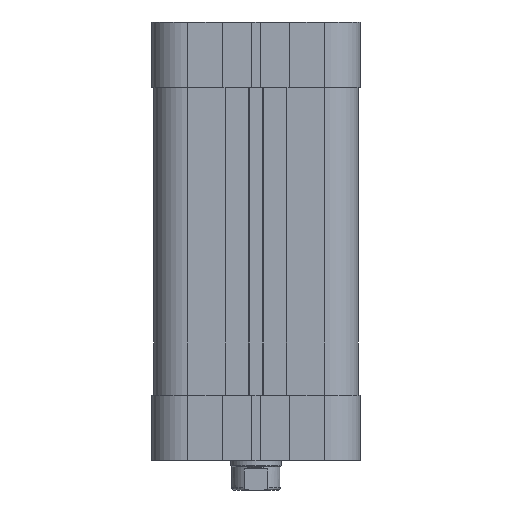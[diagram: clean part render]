
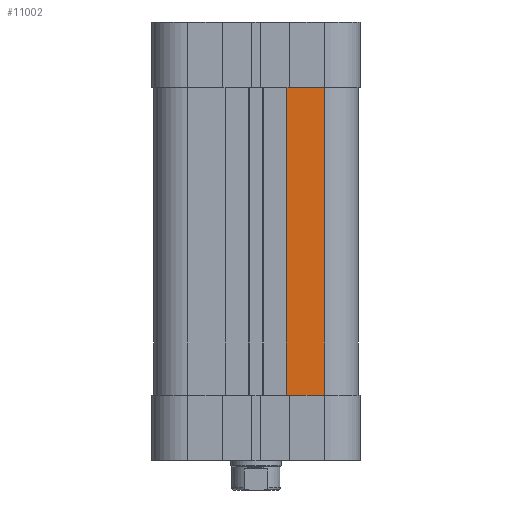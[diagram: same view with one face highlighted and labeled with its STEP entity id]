
A CAD part, front view. The second image highlights one B-rep face of the part: STEP entity #11002.
In plain terms, the highlighted planar face has unit normal (0, -1, 0).
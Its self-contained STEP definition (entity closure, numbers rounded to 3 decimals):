
#267=LINE('',#16926,#1069);
#324=LINE('',#17206,#1126);
#478=LINE('',#17676,#1280);
#479=LINE('',#17678,#1281);
#1069=VECTOR('',#13377,8.9);
#1126=VECTOR('',#13602,8.9);
#1280=VECTOR('',#14120,73.);
#1281=VECTOR('',#14123,73.);
#1807=PLANE('',#11958);
#3252=FACE_OUTER_BOUND('',#4006,.T.);
#4006=EDGE_LOOP('',(#8547,#8548,#8549,#8550));
#4935=VERTEX_POINT('',#16923);
#4936=VERTEX_POINT('',#16925);
#5074=VERTEX_POINT('',#17203);
#5075=VERTEX_POINT('',#17205);
#6103=EDGE_CURVE('',#4936,#4935,#267,.T.);
#6242=EDGE_CURVE('',#5075,#5074,#324,.T.);
#6476=EDGE_CURVE('',#5074,#4936,#478,.T.);
#6477=EDGE_CURVE('',#5075,#4935,#479,.T.);
#8547=ORIENTED_EDGE('',*,*,#6103,.T.);
#8548=ORIENTED_EDGE('',*,*,#6477,.F.);
#8549=ORIENTED_EDGE('',*,*,#6242,.T.);
#8550=ORIENTED_EDGE('',*,*,#6476,.T.);
#11002=ADVANCED_FACE('',(#3252),#1807,.T.);
#11958=AXIS2_PLACEMENT_3D('',#17677,#14121,#14122);
#13377=DIRECTION('',(-1.,0.,0.));
#13602=DIRECTION('',(1.,0.,0.));
#14120=DIRECTION('',(0.,0.,1.));
#14121=DIRECTION('center_axis',(0.,-1.,0.));
#14122=DIRECTION('ref_axis',(0.,0.,-1.));
#14123=DIRECTION('',(0.,0.,1.));
#16923=CARTESIAN_POINT('',(7.35,-24.25,0.));
#16925=CARTESIAN_POINT('',(16.25,-24.25,0.));
#16926=CARTESIAN_POINT('',(7.35,-24.25,0.));
#17203=CARTESIAN_POINT('',(16.25,-24.25,-73.));
#17205=CARTESIAN_POINT('',(7.35,-24.25,-73.));
#17206=CARTESIAN_POINT('',(7.35,-24.25,-73.));
#17676=CARTESIAN_POINT('',(16.25,-24.25,-36.5));
#17677=CARTESIAN_POINT('Origin',(16.25,-24.25,-36.5));
#17678=CARTESIAN_POINT('',(7.35,-24.25,-36.5));
